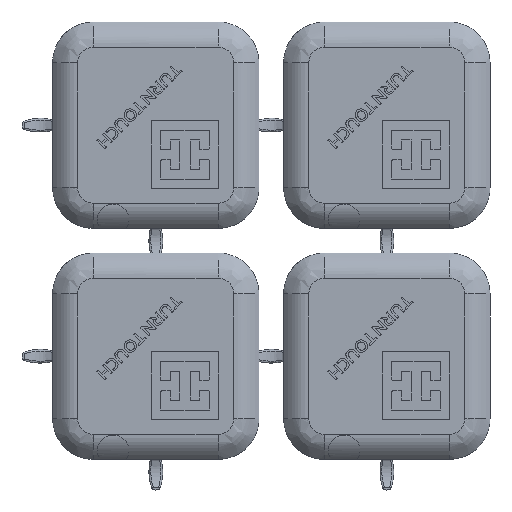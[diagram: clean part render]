
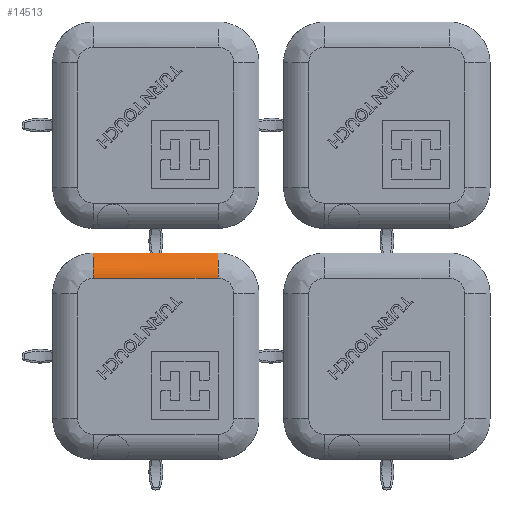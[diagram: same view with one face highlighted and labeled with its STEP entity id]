
A CAD part, front view. The second image highlights one B-rep face of the part: STEP entity #14513.
In plain terms, the highlighted free-form (B-spline) face has degree [4, 1] with [6, 2] control points.
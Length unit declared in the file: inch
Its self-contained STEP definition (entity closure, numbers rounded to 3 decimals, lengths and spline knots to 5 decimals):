
#486=B_SPLINE_SURFACE_WITH_KNOTS('',4,1,((#21727,#21728),(#21729,#21730),
(#21731,#21732),(#21733,#21734),(#21735,#21736),(#21737,#21738)),
 .UNSPECIFIED.,.F.,.F.,.F.,(5,1,5),(2,2),(-1.,-0.53139,0.),(0.,
2.53492),.UNSPECIFIED.);
#1015=FACE_OUTER_BOUND('',#1869,.T.);
#1869=EDGE_LOOP('',(#10015,#10016,#10017,#10018));
#2844=LINE('',#21745,#3968);
#3968=VECTOR('',#16493,0.998);
#5028=B_SPLINE_CURVE_WITH_KNOTS('',3,(#21113,#21114,#21115,#21116,#21117,
#21118),.UNSPECIFIED.,.F.,.F.,(4,2,4),(-2.53492,-1.26746,0.),
 .UNSPECIFIED.);
#5054=B_SPLINE_CURVE_WITH_KNOTS('',4,(#21715,#21716,#21717,#21718,#21719),
 .UNSPECIFIED.,.F.,.F.,(5,5),(0.6211,1.),.UNSPECIFIED.);
#5056=B_SPLINE_CURVE_WITH_KNOTS('',4,(#21740,#21741,#21742,#21743,#21744),
 .UNSPECIFIED.,.F.,.F.,(5,5),(-1.,-0.6211),.UNSPECIFIED.);
#5918=VERTEX_POINT('',#21110);
#5919=VERTEX_POINT('',#21112);
#5945=VERTEX_POINT('',#21714);
#5947=VERTEX_POINT('',#21739);
#7470=EDGE_CURVE('',#5919,#5918,#5028,.T.);
#7517=EDGE_CURVE('',#5919,#5945,#5054,.T.);
#7520=EDGE_CURVE('',#5947,#5918,#5056,.T.);
#7521=EDGE_CURVE('',#5945,#5947,#2844,.T.);
#10015=ORIENTED_EDGE('',*,*,#7470,.T.);
#10016=ORIENTED_EDGE('',*,*,#7520,.F.);
#10017=ORIENTED_EDGE('',*,*,#7521,.F.);
#10018=ORIENTED_EDGE('',*,*,#7517,.F.);
#14513=ADVANCED_FACE('',(#1015),#486,.T.);
#16493=DIRECTION('',(-1.,0.,0.));
#21110=CARTESIAN_POINT('',(-0.499,0.12011,0.82617));
#21112=CARTESIAN_POINT('',(0.499,0.12011,0.82617));
#21113=CARTESIAN_POINT('Ctrl Pts',(0.499,0.12011,0.82617));
#21114=CARTESIAN_POINT('Ctrl Pts',(0.33267,0.12011,
0.82617));
#21115=CARTESIAN_POINT('Ctrl Pts',(0.16633,0.12011,
0.82617));
#21116=CARTESIAN_POINT('Ctrl Pts',(-0.16633,0.12011,
0.82617));
#21117=CARTESIAN_POINT('Ctrl Pts',(-0.33267,0.12011,
0.82617));
#21118=CARTESIAN_POINT('Ctrl Pts',(-0.499,0.12011,0.82617));
#21714=CARTESIAN_POINT('',(0.499,0.,0.625));
#21715=CARTESIAN_POINT('Ctrl Pts',(0.499,0.12011,0.82617));
#21716=CARTESIAN_POINT('Ctrl Pts',(0.499,0.05661,0.77368));
#21717=CARTESIAN_POINT('Ctrl Pts',(0.499,0.01056,0.71372));
#21718=CARTESIAN_POINT('Ctrl Pts',(0.499,0.,0.67898));
#21719=CARTESIAN_POINT('Ctrl Pts',(0.499,0.,0.625));
#21727=CARTESIAN_POINT('Ctrl Pts',(0.499,0.,0.625));
#21728=CARTESIAN_POINT('Ctrl Pts',(-0.499,0.,0.625));
#21729=CARTESIAN_POINT('Ctrl Pts',(0.499,0.,0.69176));
#21730=CARTESIAN_POINT('Ctrl Pts',(-0.499,0.,0.69176));
#21731=CARTESIAN_POINT('Ctrl Pts',(0.499,0.03448,0.77143));
#21732=CARTESIAN_POINT('Ctrl Pts',(-0.499,0.03448,0.77143));
#21733=CARTESIAN_POINT('Ctrl Pts',(0.499,0.35717,1.10003));
#21734=CARTESIAN_POINT('Ctrl Pts',(-0.499,0.35717,1.10003));
#21735=CARTESIAN_POINT('Ctrl Pts',(0.499,0.45,0.74109));
#21736=CARTESIAN_POINT('Ctrl Pts',(-0.499,0.45,0.74109));
#21737=CARTESIAN_POINT('Ctrl Pts',(0.499,0.45,0.625));
#21738=CARTESIAN_POINT('Ctrl Pts',(-0.499,0.45,0.625));
#21739=CARTESIAN_POINT('',(-0.499,0.,0.625));
#21740=CARTESIAN_POINT('Ctrl Pts',(-0.499,0.,0.625));
#21741=CARTESIAN_POINT('Ctrl Pts',(-0.499,0.,0.67898));
#21742=CARTESIAN_POINT('Ctrl Pts',(-0.499,0.01056,0.71372));
#21743=CARTESIAN_POINT('Ctrl Pts',(-0.499,0.05661,0.77368));
#21744=CARTESIAN_POINT('Ctrl Pts',(-0.499,0.12011,0.82617));
#21745=CARTESIAN_POINT('',(0.499,0.,0.625));
